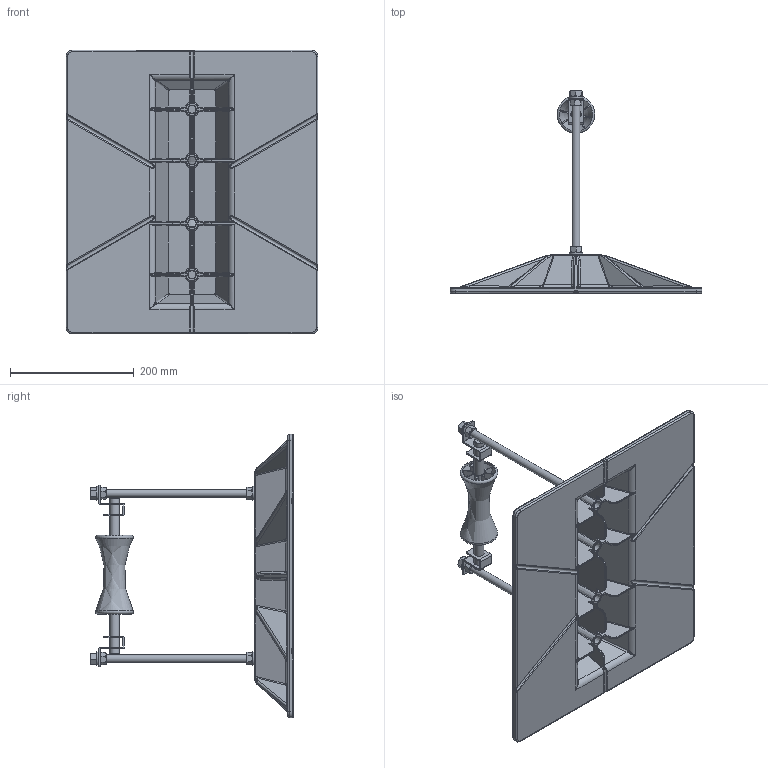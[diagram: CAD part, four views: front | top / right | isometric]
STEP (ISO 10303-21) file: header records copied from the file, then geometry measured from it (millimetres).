
FILE_DESCRIPTION((''),'2;1');
FILE_NAME('6-RAH-12.stp','2012-11-21T09:52:30',('rdavis'),(''),'Autodesk Inventor 2013','Autodesk Inventor 2013','');
FILE_SCHEMA(('AUTOMOTIVE_DESIGN { 1 0 10303 214 1 1 1 1 }'));
Length unit declared in the file: inch
Products named in the file (11): 6-RAH-12; 6-RAH ROLLER ASSY 12; RSB-002; lock washer spring regular_ai_LW 0; Hex Nut_AI_HNUT 0; Z-Fab RR-9; Rollers_5_ Roller; Threaded Rod 0; 16x18 No Logo
Assembly tree (18 placements, depth 3):
  6-RAH-12
    6-RAH ROLLER ASSY 12
      RSB-002  x2
      lock washer spring regular_ai_LW 0  x2
      Hex Nut_AI_HNUT 0  x4
      Z-Fab RR-9
      Rollers_5_ Roller
      Threaded Rod 0  x2
    16x18 No Logo
    lock washer spring regular_ai_LW 0  x2
    Hex Nut_AI_HNUT 0  x2
Bounding box: 406.4 x 327.79 x 457.2 mm (x, y, z)
Volume: 2209403.8 mm3; surface area: 689669.6 mm2
Topology: 17 solids, 17 shells, 2310 faces, 5864 edges, 3481 vertices
Faces by surface type: bspline 1336, cylinder 388, plane 279, cone 133, torus 118, sphere 56
Full cylindrical faces by diameter (mm): 9.347 x6, 11.113 x6, 12.7 x2, 13.081 x2, 16.002 x1, 16.459 x4, 17.398 x1, 54.127 x2
Entity records: 138329 total; most frequent: CARTESIAN_POINT 92746, ORIENTED_EDGE 10814, DIRECTION 6837, EDGE_CURVE 5407, VERTEX_POINT 3281, AXIS2_PLACEMENT_3D 2971, EDGE_LOOP 2224, FACE_OUTER_BOUND 2174
